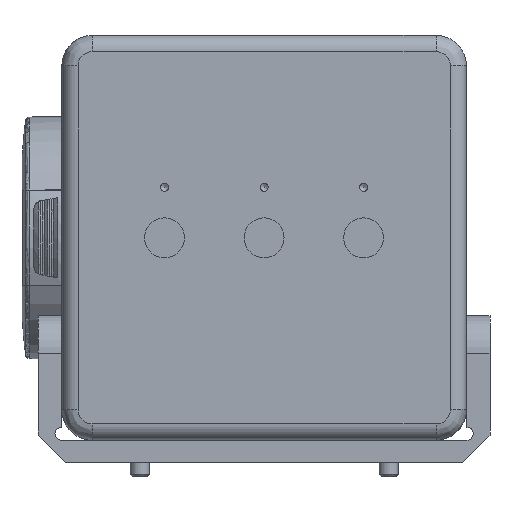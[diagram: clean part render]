
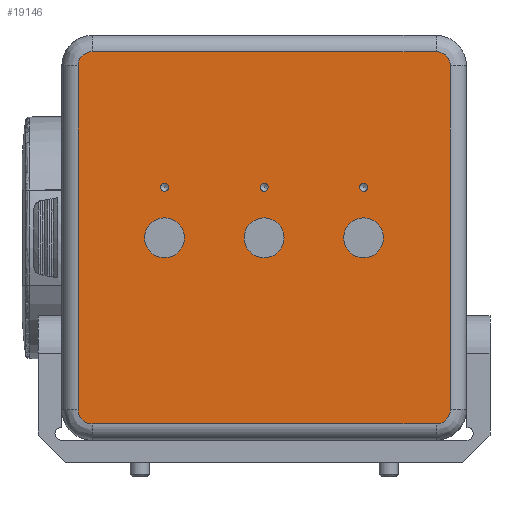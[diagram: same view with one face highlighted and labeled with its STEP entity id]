
A CAD part, front view. The second image highlights one B-rep face of the part: STEP entity #19146.
In plain terms, the highlighted planar face has unit normal (0, -1, 0).
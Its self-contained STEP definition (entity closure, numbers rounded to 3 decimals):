
#1197=FACE_BOUND('',#3621,.T.);
#1198=FACE_BOUND('',#3622,.T.);
#1199=FACE_BOUND('',#3623,.T.);
#1200=FACE_BOUND('',#3624,.T.);
#1201=FACE_BOUND('',#3625,.T.);
#1202=FACE_BOUND('',#3626,.T.);
#1586=PLANE('',#20345);
#2556=FACE_OUTER_BOUND('',#3620,.T.);
#3620=EDGE_LOOP('',(#16837,#16838,#16839,#16840,#16841,#16842,#16843,#16844));
#3621=EDGE_LOOP('',(#16845));
#3622=EDGE_LOOP('',(#16846));
#3623=EDGE_LOOP('',(#16847));
#3624=EDGE_LOOP('',(#16848));
#3625=EDGE_LOOP('',(#16849));
#3626=EDGE_LOOP('',(#16850));
#5282=LINE('',#39115,#6985);
#5283=LINE('',#39119,#6986);
#5284=LINE('',#39123,#6987);
#5285=LINE('',#39127,#6988);
#6985=VECTOR('',#23876,1000.);
#6986=VECTOR('',#23879,1000.);
#6987=VECTOR('',#23882,1000.);
#6988=VECTOR('',#23885,1000.);
#7543=CIRCLE('',#20180,0.508);
#7545=CIRCLE('',#20184,0.508);
#7547=CIRCLE('',#20188,0.508);
#7549=CIRCLE('',#20192,2.5);
#7551=CIRCLE('',#20195,2.5);
#7553=CIRCLE('',#20198,2.5);
#7631=CIRCLE('',#20346,1.778);
#7632=CIRCLE('',#20347,1.778);
#7633=CIRCLE('',#20348,1.778);
#7634=CIRCLE('',#20349,1.778);
#9110=VERTEX_POINT('',#37884);
#9113=VERTEX_POINT('',#37893);
#9116=VERTEX_POINT('',#37902);
#9119=VERTEX_POINT('',#37911);
#9121=VERTEX_POINT('',#37917);
#9123=VERTEX_POINT('',#37923);
#9449=VERTEX_POINT('',#39113);
#9450=VERTEX_POINT('',#39114);
#9451=VERTEX_POINT('',#39116);
#9452=VERTEX_POINT('',#39118);
#9453=VERTEX_POINT('',#39120);
#9454=VERTEX_POINT('',#39122);
#9455=VERTEX_POINT('',#39124);
#9456=VERTEX_POINT('',#39126);
#11728=EDGE_CURVE('',#9110,#9110,#7543,.T.);
#11732=EDGE_CURVE('',#9113,#9113,#7545,.T.);
#11736=EDGE_CURVE('',#9116,#9116,#7547,.T.);
#11740=EDGE_CURVE('',#9119,#9119,#7549,.T.);
#11743=EDGE_CURVE('',#9121,#9121,#7551,.T.);
#11746=EDGE_CURVE('',#9123,#9123,#7553,.T.);
#12123=EDGE_CURVE('',#9449,#9450,#5282,.T.);
#12124=EDGE_CURVE('',#9450,#9451,#7631,.T.);
#12125=EDGE_CURVE('',#9451,#9452,#5283,.T.);
#12126=EDGE_CURVE('',#9452,#9453,#7632,.T.);
#12127=EDGE_CURVE('',#9453,#9454,#5284,.T.);
#12128=EDGE_CURVE('',#9454,#9455,#7633,.T.);
#12129=EDGE_CURVE('',#9455,#9456,#5285,.T.);
#12130=EDGE_CURVE('',#9456,#9449,#7634,.T.);
#16837=ORIENTED_EDGE('',*,*,#12123,.T.);
#16838=ORIENTED_EDGE('',*,*,#12124,.T.);
#16839=ORIENTED_EDGE('',*,*,#12125,.T.);
#16840=ORIENTED_EDGE('',*,*,#12126,.T.);
#16841=ORIENTED_EDGE('',*,*,#12127,.T.);
#16842=ORIENTED_EDGE('',*,*,#12128,.T.);
#16843=ORIENTED_EDGE('',*,*,#12129,.T.);
#16844=ORIENTED_EDGE('',*,*,#12130,.T.);
#16845=ORIENTED_EDGE('',*,*,#11728,.F.);
#16846=ORIENTED_EDGE('',*,*,#11732,.F.);
#16847=ORIENTED_EDGE('',*,*,#11736,.F.);
#16848=ORIENTED_EDGE('',*,*,#11740,.F.);
#16849=ORIENTED_EDGE('',*,*,#11743,.F.);
#16850=ORIENTED_EDGE('',*,*,#11746,.F.);
#19146=ADVANCED_FACE('',(#2556,#1197,#1198,#1199,#1200,#1201,#1202),#1586,
 .F.);
#20180=AXIS2_PLACEMENT_3D('',#37886,#23306,#23307);
#20184=AXIS2_PLACEMENT_3D('',#37895,#23316,#23317);
#20188=AXIS2_PLACEMENT_3D('',#37904,#23326,#23327);
#20192=AXIS2_PLACEMENT_3D('',#37913,#23336,#23337);
#20195=AXIS2_PLACEMENT_3D('',#37919,#23343,#23344);
#20198=AXIS2_PLACEMENT_3D('',#37925,#23350,#23351);
#20345=AXIS2_PLACEMENT_3D('',#39112,#23874,#23875);
#20346=AXIS2_PLACEMENT_3D('',#39117,#23877,#23878);
#20347=AXIS2_PLACEMENT_3D('',#39121,#23880,#23881);
#20348=AXIS2_PLACEMENT_3D('',#39125,#23883,#23884);
#20349=AXIS2_PLACEMENT_3D('',#39128,#23886,#23887);
#23306=DIRECTION('center_axis',(0.,-1.,0.));
#23307=DIRECTION('ref_axis',(0.,0.,-1.));
#23316=DIRECTION('center_axis',(0.,-1.,0.));
#23317=DIRECTION('ref_axis',(0.,0.,-1.));
#23326=DIRECTION('center_axis',(0.,-1.,0.));
#23327=DIRECTION('ref_axis',(0.,0.,-1.));
#23336=DIRECTION('center_axis',(0.,-1.,0.));
#23337=DIRECTION('ref_axis',(0.,0.,-1.));
#23343=DIRECTION('center_axis',(0.,-1.,0.));
#23344=DIRECTION('ref_axis',(0.,0.,-1.));
#23350=DIRECTION('center_axis',(0.,-1.,0.));
#23351=DIRECTION('ref_axis',(0.,0.,-1.));
#23874=DIRECTION('center_axis',(0.,1.,0.));
#23875=DIRECTION('ref_axis',(0.,0.,1.));
#23876=DIRECTION('',(-1.,0.,0.));
#23877=DIRECTION('center_axis',(0.,-1.,0.));
#23878=DIRECTION('ref_axis',(0.,0.,1.));
#23879=DIRECTION('',(0.,0.,-1.));
#23880=DIRECTION('center_axis',(0.,-1.,0.));
#23881=DIRECTION('ref_axis',(0.,0.,1.));
#23882=DIRECTION('',(1.,0.,0.));
#23883=DIRECTION('center_axis',(0.,-1.,0.));
#23884=DIRECTION('ref_axis',(0.,0.,1.));
#23885=DIRECTION('',(0.,0.,1.));
#23886=DIRECTION('center_axis',(0.,-1.,0.));
#23887=DIRECTION('ref_axis',(0.,0.,1.));
#37884=CARTESIAN_POINT('',(7.191,219.442,49.275));
#37886=CARTESIAN_POINT('Origin',(7.191,219.442,48.767));
#37893=CARTESIAN_POINT('',(-5.309,219.442,49.275));
#37895=CARTESIAN_POINT('Origin',(-5.309,219.442,48.767));
#37902=CARTESIAN_POINT('',(19.691,219.442,49.275));
#37904=CARTESIAN_POINT('Origin',(19.691,219.442,48.767));
#37911=CARTESIAN_POINT('',(7.191,219.442,44.917));
#37913=CARTESIAN_POINT('Origin',(7.191,219.442,42.417));
#37917=CARTESIAN_POINT('',(-5.309,219.442,44.917));
#37919=CARTESIAN_POINT('Origin',(-5.309,219.442,42.417));
#37923=CARTESIAN_POINT('',(19.691,219.442,44.917));
#37925=CARTESIAN_POINT('Origin',(19.691,219.442,42.417));
#39112=CARTESIAN_POINT('Origin',(-18.209,219.442,67.817));
#39113=CARTESIAN_POINT('',(28.781,219.442,65.785));
#39114=CARTESIAN_POINT('',(-14.399,219.442,65.785));
#39115=CARTESIAN_POINT('',(-18.209,219.442,65.785));
#39116=CARTESIAN_POINT('',(-16.177,219.442,64.007));
#39117=CARTESIAN_POINT('Origin',(-14.399,219.442,64.007));
#39118=CARTESIAN_POINT('',(-16.177,219.442,20.827));
#39119=CARTESIAN_POINT('',(-16.177,219.442,67.817));
#39120=CARTESIAN_POINT('',(-14.399,219.442,19.049));
#39121=CARTESIAN_POINT('Origin',(-14.399,219.442,20.827));
#39122=CARTESIAN_POINT('',(28.781,219.442,19.049));
#39123=CARTESIAN_POINT('',(28.781,219.442,19.049));
#39124=CARTESIAN_POINT('',(30.559,219.442,20.827));
#39125=CARTESIAN_POINT('Origin',(28.781,219.442,20.827));
#39126=CARTESIAN_POINT('',(30.559,219.442,64.007));
#39127=CARTESIAN_POINT('',(30.559,219.442,67.817));
#39128=CARTESIAN_POINT('Origin',(28.781,219.442,64.007));
